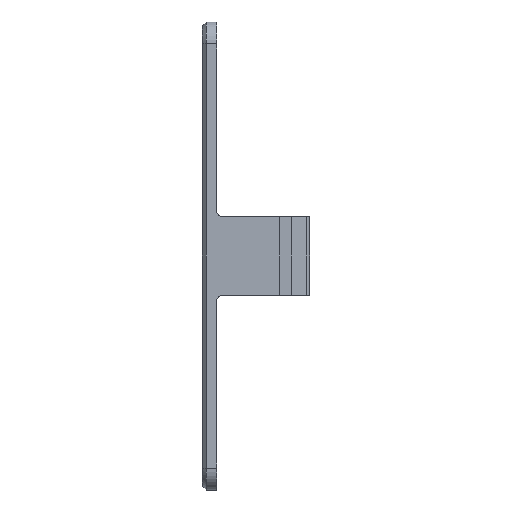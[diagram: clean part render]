
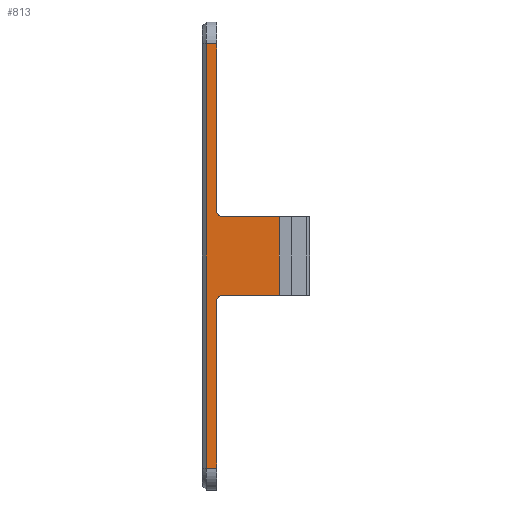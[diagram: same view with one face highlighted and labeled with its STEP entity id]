
A CAD part, left-side view. The second image highlights one B-rep face of the part: STEP entity #813.
In plain terms, the highlighted planar face has unit normal (-1, 0, 0).
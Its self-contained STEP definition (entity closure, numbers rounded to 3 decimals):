
#13 = DIRECTION ( 'NONE',  ( 0., 0., -1. ) ) ;
#21 = ORIENTED_EDGE ( 'NONE', *, *, #376, .T. ) ;
#111 = ORIENTED_EDGE ( 'NONE', *, *, #243, .T. ) ;
#118 = ORIENTED_EDGE ( 'NONE', *, *, #767, .F. ) ;
#133 = EDGE_CURVE ( 'NONE', #711, #357, #593, .T. ) ;
#155 = EDGE_CURVE ( 'NONE', #946, #1343, #608, .T. ) ;
#158 = VECTOR ( 'NONE', #535, 1000. ) ;
#160 = DIRECTION ( 'NONE',  ( 0., 0., -1. ) ) ;
#179 = LINE ( 'NONE', #850, #1274 ) ;
#202 = DIRECTION ( 'NONE',  ( 0., 1., 0. ) ) ;
#227 = DIRECTION ( 'NONE',  ( 0., -1., 0. ) ) ;
#243 = EDGE_CURVE ( 'NONE', #1145, #853, #1125, .T. ) ;
#248 = LINE ( 'NONE', #421, #935 ) ;
#292 = CARTESIAN_POINT ( 'NONE',  ( -44.3, -0.8, 5.8 ) ) ;
#298 = VERTEX_POINT ( 'NONE', #840 ) ;
#304 = DIRECTION ( 'NONE',  ( 1., 0., 0. ) ) ;
#325 = CARTESIAN_POINT ( 'NONE',  ( -44.3, -0.8, -5. ) ) ;
#332 = VERTEX_POINT ( 'NONE', #960 ) ;
#357 = VERTEX_POINT ( 'NONE', #407 ) ;
#362 = VECTOR ( 'NONE', #867, 1000. ) ;
#376 = EDGE_CURVE ( 'NONE', #853, #1345, #559, .T. ) ;
#407 = CARTESIAN_POINT ( 'NONE',  ( -44.3, 1.3, -27. ) ) ;
#410 = DIRECTION ( 'NONE',  ( 0., 0., -1. ) ) ;
#421 = CARTESIAN_POINT ( 'NONE',  ( -44.3, 0., -29.8 ) ) ;
#456 = EDGE_CURVE ( 'NONE', #1345, #711, #693, .T. ) ;
#519 = CARTESIAN_POINT ( 'NONE',  ( -44.3, 0., -5. ) ) ;
#535 = DIRECTION ( 'NONE',  ( 0., 0., 1. ) ) ;
#539 = FACE_OUTER_BOUND ( 'NONE', #562, .T. ) ;
#550 = ORIENTED_EDGE ( 'NONE', *, *, #456, .T. ) ;
#551 = CARTESIAN_POINT ( 'NONE',  ( -44.3, 1.8, -29.8 ) ) ;
#557 = PLANE ( 'NONE',  #1095 ) ;
#559 = LINE ( 'NONE', #1174, #158 ) ;
#561 = VECTOR ( 'NONE', #1230, 1000. ) ;
#562 = EDGE_LOOP ( 'NONE', ( #550, #898, #1082, #905, #1105, #1167, #118, #799, #111, #21 ) ) ;
#573 = AXIS2_PLACEMENT_3D ( 'NONE', #1133, #915, #160 ) ;
#593 = LINE ( 'NONE', #816, #561 ) ;
#608 = CIRCLE ( 'NONE', #573, 0.8 ) ;
#624 = DIRECTION ( 'NONE',  ( 0., -1., 0. ) ) ;
#655 = CARTESIAN_POINT ( 'NONE',  ( -44.3, 0., -27. ) ) ;
#685 = CARTESIAN_POINT ( 'NONE',  ( -44.3, -0.8, 5. ) ) ;
#692 = EDGE_CURVE ( 'NONE', #298, #946, #248, .T. ) ;
#693 = LINE ( 'NONE', #736, #992 ) ;
#711 = VERTEX_POINT ( 'NONE', #834 ) ;
#726 = DIRECTION ( 'NONE',  ( 0., 0., 1. ) ) ;
#736 = CARTESIAN_POINT ( 'NONE',  ( -44.3, 0., 27. ) ) ;
#767 = EDGE_CURVE ( 'NONE', #1214, #332, #179, .T. ) ;
#771 = VECTOR ( 'NONE', #624, 1000. ) ;
#799 = ORIENTED_EDGE ( 'NONE', *, *, #842, .F. ) ;
#813 = ADVANCED_FACE ( 'NONE', ( #539 ), #557, .F. ) ;
#816 = CARTESIAN_POINT ( 'NONE',  ( -44.3, 1.3, -27. ) ) ;
#834 = CARTESIAN_POINT ( 'NONE',  ( -44.3, 1.3, 27. ) ) ;
#840 = CARTESIAN_POINT ( 'NONE',  ( -44.3, 0., -27. ) ) ;
#842 = EDGE_CURVE ( 'NONE', #1145, #1214, #1016, .T. ) ;
#850 = CARTESIAN_POINT ( 'NONE',  ( -44.3, -8., 5. ) ) ;
#853 = VERTEX_POINT ( 'NONE', #1190 ) ;
#867 = DIRECTION ( 'NONE',  ( 0., 1., 0. ) ) ;
#898 = ORIENTED_EDGE ( 'NONE', *, *, #133, .T. ) ;
#905 = ORIENTED_EDGE ( 'NONE', *, *, #692, .T. ) ;
#915 = DIRECTION ( 'NONE',  ( 1., 0., 0. ) ) ;
#917 = EDGE_CURVE ( 'NONE', #298, #357, #1292, .T. ) ;
#918 = CARTESIAN_POINT ( 'NONE',  ( -44.3, -8., 5. ) ) ;
#935 = VECTOR ( 'NONE', #726, 1000. ) ;
#946 = VERTEX_POINT ( 'NONE', #1207 ) ;
#960 = CARTESIAN_POINT ( 'NONE',  ( -44.3, -8., -5. ) ) ;
#992 = VECTOR ( 'NONE', #202, 1000. ) ;
#1016 = LINE ( 'NONE', #1083, #1103 ) ;
#1058 = DIRECTION ( 'NONE',  ( 0., 0., -1. ) ) ;
#1077 = CARTESIAN_POINT ( 'NONE',  ( -44.3, 0., 27. ) ) ;
#1080 = AXIS2_PLACEMENT_3D ( 'NONE', #292, #304, #1058 ) ;
#1082 = ORIENTED_EDGE ( 'NONE', *, *, #917, .F. ) ;
#1083 = CARTESIAN_POINT ( 'NONE',  ( -44.3, 0., 5. ) ) ;
#1095 = AXIS2_PLACEMENT_3D ( 'NONE', #551, #1176, #13 ) ;
#1103 = VECTOR ( 'NONE', #227, 1000. ) ;
#1105 = ORIENTED_EDGE ( 'NONE', *, *, #155, .T. ) ;
#1125 = CIRCLE ( 'NONE', #1080, 0.8 ) ;
#1133 = CARTESIAN_POINT ( 'NONE',  ( -44.3, -0.8, -5.8 ) ) ;
#1145 = VERTEX_POINT ( 'NONE', #685 ) ;
#1167 = ORIENTED_EDGE ( 'NONE', *, *, #1286, .T. ) ;
#1174 = CARTESIAN_POINT ( 'NONE',  ( -44.3, 0., -29.8 ) ) ;
#1176 = DIRECTION ( 'NONE',  ( 1., 0., 0. ) ) ;
#1190 = CARTESIAN_POINT ( 'NONE',  ( -44.3, 0., 5.8 ) ) ;
#1207 = CARTESIAN_POINT ( 'NONE',  ( -44.3, 0., -5.8 ) ) ;
#1214 = VERTEX_POINT ( 'NONE', #918 ) ;
#1230 = DIRECTION ( 'NONE',  ( 0., 0., -1. ) ) ;
#1274 = VECTOR ( 'NONE', #410, 1000. ) ;
#1286 = EDGE_CURVE ( 'NONE', #1343, #332, #1329, .T. ) ;
#1292 = LINE ( 'NONE', #655, #362 ) ;
#1329 = LINE ( 'NONE', #519, #771 ) ;
#1343 = VERTEX_POINT ( 'NONE', #325 ) ;
#1345 = VERTEX_POINT ( 'NONE', #1077 ) ;
